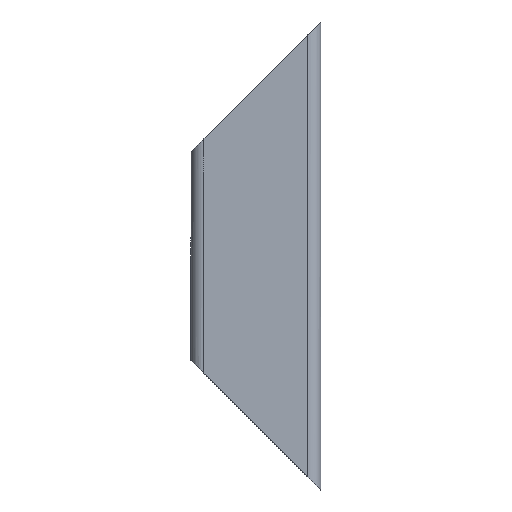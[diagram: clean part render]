
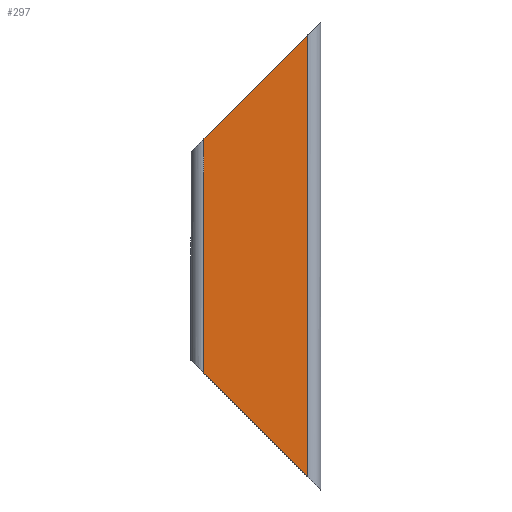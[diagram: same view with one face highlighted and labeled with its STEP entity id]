
A CAD part, left-side view. The second image highlights one B-rep face of the part: STEP entity #297.
In plain terms, the highlighted planar face has unit normal (-1, 0, 0).
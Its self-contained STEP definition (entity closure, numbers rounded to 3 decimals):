
#9 = PLANE ( 'NONE',  #354 ) ;
#17 = VERTEX_POINT ( 'NONE', #40 ) ;
#35 = ORIENTED_EDGE ( 'NONE', *, *, #714, .T. ) ;
#40 = CARTESIAN_POINT ( 'NONE',  ( -7.5, -10., -42.5 ) ) ;
#56 = EDGE_CURVE ( 'NONE', #364, #17, #352, .T. ) ;
#93 = CARTESIAN_POINT ( 'NONE',  ( -7.5, 10., 22.5 ) ) ;
#138 = LINE ( 'NONE', #230, #349 ) ;
#230 = CARTESIAN_POINT ( 'NONE',  ( -7.5, 10., -20. ) ) ;
#255 = FACE_OUTER_BOUND ( 'NONE', #507, .T. ) ;
#262 = CARTESIAN_POINT ( 'NONE',  ( -7.5, 10., -22.5 ) ) ;
#265 = CARTESIAN_POINT ( 'NONE',  ( -7.5, -10., 45. ) ) ;
#275 = EDGE_CURVE ( 'NONE', #652, #309, #371, .T. ) ;
#297 = ADVANCED_FACE ( 'NONE', ( #255 ), #9, .F. ) ;
#309 = VERTEX_POINT ( 'NONE', #93 ) ;
#317 = CARTESIAN_POINT ( 'NONE',  ( -7.5, 0., 0. ) ) ;
#322 = DIRECTION ( 'NONE',  ( 0., 0.707, -0.707 ) ) ;
#349 = VECTOR ( 'NONE', #785, 1000. ) ;
#352 = LINE ( 'NONE', #360, #755 ) ;
#354 = AXIS2_PLACEMENT_3D ( 'NONE', #317, #501, #569 ) ;
#360 = CARTESIAN_POINT ( 'NONE',  ( -7.5, -12.5, -45. ) ) ;
#364 = VERTEX_POINT ( 'NONE', #262 ) ;
#371 = LINE ( 'NONE', #504, #442 ) ;
#377 = EDGE_CURVE ( 'NONE', #17, #652, #522, .T. ) ;
#401 = VECTOR ( 'NONE', #691, 1000. ) ;
#442 = VECTOR ( 'NONE', #322, 1000. ) ;
#468 = ORIENTED_EDGE ( 'NONE', *, *, #275, .T. ) ;
#478 = CARTESIAN_POINT ( 'NONE',  ( -7.5, -10., 42.5 ) ) ;
#501 = DIRECTION ( 'NONE',  ( 1., 0., 0. ) ) ;
#504 = CARTESIAN_POINT ( 'NONE',  ( -7.5, 12.5, 20. ) ) ;
#507 = EDGE_LOOP ( 'NONE', ( #519, #678, #468, #35 ) ) ;
#519 = ORIENTED_EDGE ( 'NONE', *, *, #56, .T. ) ;
#522 = LINE ( 'NONE', #265, #401 ) ;
#569 = DIRECTION ( 'NONE',  ( 0., 0., -1. ) ) ;
#652 = VERTEX_POINT ( 'NONE', #478 ) ;
#678 = ORIENTED_EDGE ( 'NONE', *, *, #377, .T. ) ;
#691 = DIRECTION ( 'NONE',  ( 0., 0., 1. ) ) ;
#714 = EDGE_CURVE ( 'NONE', #309, #364, #138, .T. ) ;
#742 = DIRECTION ( 'NONE',  ( 0., -0.707, -0.707 ) ) ;
#755 = VECTOR ( 'NONE', #742, 1000. ) ;
#785 = DIRECTION ( 'NONE',  ( 0., 0., -1. ) ) ;
